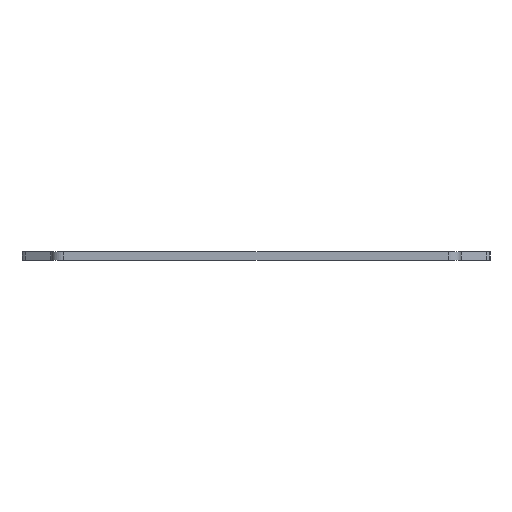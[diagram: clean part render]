
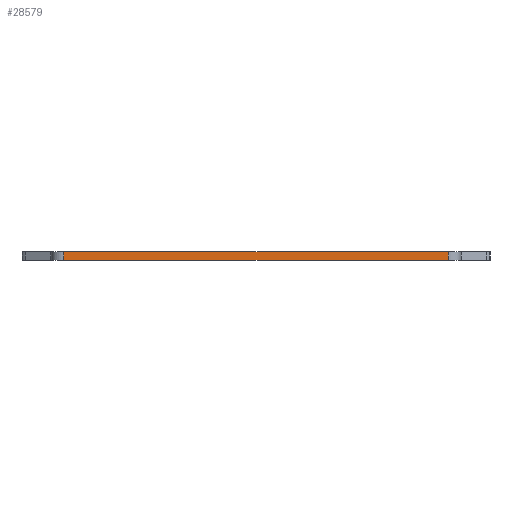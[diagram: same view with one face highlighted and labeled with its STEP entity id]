
A CAD part, left-side view. The second image highlights one B-rep face of the part: STEP entity #28579.
In plain terms, the highlighted planar face has unit normal (-1, 0, 0).
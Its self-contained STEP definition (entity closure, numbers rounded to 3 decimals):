
#83 = PLANE('',#84);
#84 = AXIS2_PLACEMENT_3D('',#85,#86,#87);
#85 = CARTESIAN_POINT('',(272.655,-78.581,1.6));
#86 = DIRECTION('',(-0.,-0.,-1.));
#87 = DIRECTION('',(-1.,0.,0.));
#137 = PLANE('',#138);
#138 = AXIS2_PLACEMENT_3D('',#139,#140,#141);
#139 = CARTESIAN_POINT('',(272.655,-78.581,0.));
#140 = DIRECTION('',(-0.,-0.,-1.));
#141 = DIRECTION('',(-1.,0.,0.));
#2677 = VERTEX_POINT('',#2678);
#2678 = CARTESIAN_POINT('',(146.45,-114.3,0.));
#2697 = CYLINDRICAL_SURFACE('',#2698,2.38);
#2698 = AXIS2_PLACEMENT_3D('',#2699,#2700,#2701);
#2699 = CARTESIAN_POINT('',(148.83,-114.3,0.));
#2700 = DIRECTION('',(-0.,-0.,-1.));
#2701 = DIRECTION('',(1.,0.,-0.));
#2709 = EDGE_CURVE('',#2677,#2710,#2712,.T.);
#2710 = VERTEX_POINT('',#2711);
#2711 = CARTESIAN_POINT('',(146.449,-42.863,0.));
#2712 = SURFACE_CURVE('',#2713,(#2717,#2724),.PCURVE_S1.);
#2713 = LINE('',#2714,#2715);
#2714 = CARTESIAN_POINT('',(146.45,-114.3,0.));
#2715 = VECTOR('',#2716,1.);
#2716 = DIRECTION('',(0.,1.,0.));
#2717 = PCURVE('',#137,#2718);
#2718 = DEFINITIONAL_REPRESENTATION('',(#2719),#2723);
#2719 = LINE('',#2720,#2721);
#2720 = CARTESIAN_POINT('',(126.205,-35.719));
#2721 = VECTOR('',#2722,1.);
#2722 = DIRECTION('',(0.,1.));
#2723 = ( GEOMETRIC_REPRESENTATION_CONTEXT(2) 
PARAMETRIC_REPRESENTATION_CONTEXT() REPRESENTATION_CONTEXT('2D SPACE',''
  ) );
#2724 = PCURVE('',#2725,#2730);
#2725 = PLANE('',#2726);
#2726 = AXIS2_PLACEMENT_3D('',#2727,#2728,#2729);
#2727 = CARTESIAN_POINT('',(146.45,-114.3,0.));
#2728 = DIRECTION('',(-1.,0.,0.));
#2729 = DIRECTION('',(0.,1.,0.));
#2730 = DEFINITIONAL_REPRESENTATION('',(#2731),#2735);
#2731 = LINE('',#2732,#2733);
#2732 = CARTESIAN_POINT('',(0.,0.));
#2733 = VECTOR('',#2734,1.);
#2734 = DIRECTION('',(1.,0.));
#2735 = ( GEOMETRIC_REPRESENTATION_CONTEXT(2) 
PARAMETRIC_REPRESENTATION_CONTEXT() REPRESENTATION_CONTEXT('2D SPACE',''
  ) );
#2758 = CYLINDRICAL_SURFACE('',#2759,2.381);
#2759 = AXIS2_PLACEMENT_3D('',#2760,#2761,#2762);
#2760 = CARTESIAN_POINT('',(148.83,-42.863,0.));
#2761 = DIRECTION('',(-0.,-0.,-1.));
#2762 = DIRECTION('',(1.,0.,-0.));
#17583 = VERTEX_POINT('',#17584);
#17584 = CARTESIAN_POINT('',(146.45,-114.3,1.6));
#17610 = EDGE_CURVE('',#17583,#17611,#17613,.T.);
#17611 = VERTEX_POINT('',#17612);
#17612 = CARTESIAN_POINT('',(146.449,-42.863,1.6));
#17613 = SURFACE_CURVE('',#17614,(#17618,#17625),.PCURVE_S1.);
#17614 = LINE('',#17615,#17616);
#17615 = CARTESIAN_POINT('',(146.45,-114.3,1.6));
#17616 = VECTOR('',#17617,1.);
#17617 = DIRECTION('',(0.,1.,0.));
#17618 = PCURVE('',#83,#17619);
#17619 = DEFINITIONAL_REPRESENTATION('',(#17620),#17624);
#17620 = LINE('',#17621,#17622);
#17621 = CARTESIAN_POINT('',(126.205,-35.719));
#17622 = VECTOR('',#17623,1.);
#17623 = DIRECTION('',(0.,1.));
#17624 = ( GEOMETRIC_REPRESENTATION_CONTEXT(2) 
PARAMETRIC_REPRESENTATION_CONTEXT() REPRESENTATION_CONTEXT('2D SPACE',''
  ) );
#17625 = PCURVE('',#2725,#17626);
#17626 = DEFINITIONAL_REPRESENTATION('',(#17627),#17631);
#17627 = LINE('',#17628,#17629);
#17628 = CARTESIAN_POINT('',(0.,-1.6));
#17629 = VECTOR('',#17630,1.);
#17630 = DIRECTION('',(1.,0.));
#17631 = ( GEOMETRIC_REPRESENTATION_CONTEXT(2) 
PARAMETRIC_REPRESENTATION_CONTEXT() REPRESENTATION_CONTEXT('2D SPACE',''
  ) );
#28531 = EDGE_CURVE('',#2710,#17611,#28532,.T.);
#28532 = SURFACE_CURVE('',#28533,(#28537,#28544),.PCURVE_S1.);
#28533 = LINE('',#28534,#28535);
#28534 = CARTESIAN_POINT('',(146.449,-42.863,0.));
#28535 = VECTOR('',#28536,1.);
#28536 = DIRECTION('',(0.,0.,1.));
#28537 = PCURVE('',#2758,#28538);
#28538 = DEFINITIONAL_REPRESENTATION('',(#28539),#28543);
#28539 = LINE('',#28540,#28541);
#28540 = CARTESIAN_POINT('',(-3.142,0.));
#28541 = VECTOR('',#28542,1.);
#28542 = DIRECTION('',(-0.,-1.));
#28543 = ( GEOMETRIC_REPRESENTATION_CONTEXT(2) 
PARAMETRIC_REPRESENTATION_CONTEXT() REPRESENTATION_CONTEXT('2D SPACE',''
  ) );
#28544 = PCURVE('',#2725,#28545);
#28545 = DEFINITIONAL_REPRESENTATION('',(#28546),#28550);
#28546 = LINE('',#28547,#28548);
#28547 = CARTESIAN_POINT('',(71.437,0.));
#28548 = VECTOR('',#28549,1.);
#28549 = DIRECTION('',(0.,-1.));
#28550 = ( GEOMETRIC_REPRESENTATION_CONTEXT(2) 
PARAMETRIC_REPRESENTATION_CONTEXT() REPRESENTATION_CONTEXT('2D SPACE',''
  ) );
#28579 = ADVANCED_FACE('',(#28580),#2725,.T.);
#28580 = FACE_BOUND('',#28581,.T.);
#28581 = EDGE_LOOP('',(#28582,#28603,#28604,#28605));
#28582 = ORIENTED_EDGE('',*,*,#28583,.T.);
#28583 = EDGE_CURVE('',#2677,#17583,#28584,.T.);
#28584 = SURFACE_CURVE('',#28585,(#28589,#28596),.PCURVE_S1.);
#28585 = LINE('',#28586,#28587);
#28586 = CARTESIAN_POINT('',(146.45,-114.3,0.));
#28587 = VECTOR('',#28588,1.);
#28588 = DIRECTION('',(0.,0.,1.));
#28589 = PCURVE('',#2725,#28590);
#28590 = DEFINITIONAL_REPRESENTATION('',(#28591),#28595);
#28591 = LINE('',#28592,#28593);
#28592 = CARTESIAN_POINT('',(0.,0.));
#28593 = VECTOR('',#28594,1.);
#28594 = DIRECTION('',(0.,-1.));
#28595 = ( GEOMETRIC_REPRESENTATION_CONTEXT(2) 
PARAMETRIC_REPRESENTATION_CONTEXT() REPRESENTATION_CONTEXT('2D SPACE',''
  ) );
#28596 = PCURVE('',#2697,#28597);
#28597 = DEFINITIONAL_REPRESENTATION('',(#28598),#28602);
#28598 = LINE('',#28599,#28600);
#28599 = CARTESIAN_POINT('',(-3.142,0.));
#28600 = VECTOR('',#28601,1.);
#28601 = DIRECTION('',(-0.,-1.));
#28602 = ( GEOMETRIC_REPRESENTATION_CONTEXT(2) 
PARAMETRIC_REPRESENTATION_CONTEXT() REPRESENTATION_CONTEXT('2D SPACE',''
  ) );
#28603 = ORIENTED_EDGE('',*,*,#17610,.T.);
#28604 = ORIENTED_EDGE('',*,*,#28531,.F.);
#28605 = ORIENTED_EDGE('',*,*,#2709,.F.);
